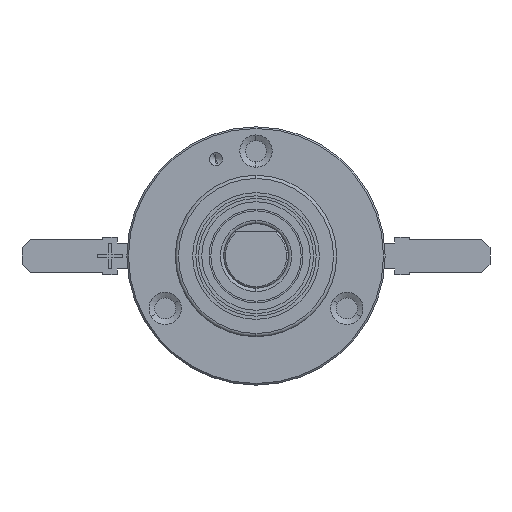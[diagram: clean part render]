
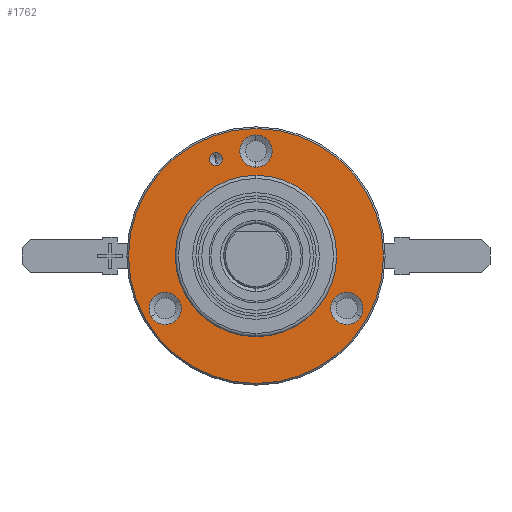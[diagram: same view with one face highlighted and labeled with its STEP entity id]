
A CAD part, left-side view. The second image highlights one B-rep face of the part: STEP entity #1762.
In plain terms, the highlighted planar face has unit normal (-1, 0, 0).
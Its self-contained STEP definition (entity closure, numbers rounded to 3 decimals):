
#1762=ADVANCED_FACE('',(#4359,#4360,#4361,#4362,#4363,#4364),#4365,.T.);
#4359=FACE_BOUND('',#7944,.T.);
#4360=FACE_OUTER_BOUND('',#7945,.T.);
#4361=FACE_BOUND('',#7946,.T.);
#4362=FACE_BOUND('',#7947,.T.);
#4363=FACE_BOUND('',#7948,.T.);
#4364=FACE_BOUND('',#7949,.T.);
#4365=PLANE('',#7950);
#7944=EDGE_LOOP('',(#12817,#12818));
#7945=EDGE_LOOP('',(#12819,#12820));
#7946=EDGE_LOOP('',(#12821,#12822));
#7947=EDGE_LOOP('',(#12823,#12824));
#7948=EDGE_LOOP('',(#12825,#12826));
#7949=EDGE_LOOP('',(#12827,#12828));
#7950=AXIS2_PLACEMENT_3D('',#12829,#12830,#12831);
#12817=ORIENTED_EDGE('',*,*,#22302,.F.);
#12818=ORIENTED_EDGE('',*,*,#22013,.F.);
#12819=ORIENTED_EDGE('',*,*,#22022,.T.);
#12820=ORIENTED_EDGE('',*,*,#22303,.T.);
#12821=ORIENTED_EDGE('',*,*,#22036,.T.);
#12822=ORIENTED_EDGE('',*,*,#22299,.T.);
#12823=ORIENTED_EDGE('',*,*,#22045,.T.);
#12824=ORIENTED_EDGE('',*,*,#22295,.T.);
#12825=ORIENTED_EDGE('',*,*,#22102,.T.);
#12826=ORIENTED_EDGE('',*,*,#22265,.T.);
#12827=ORIENTED_EDGE('',*,*,#22159,.T.);
#12828=ORIENTED_EDGE('',*,*,#22235,.T.);
#12829=CARTESIAN_POINT('',(0.0,0.0,6.5));
#12830=DIRECTION('',(-1.0,0.0,0.0));
#12831=DIRECTION('',(0.0,0.0,1.0));
#22013=EDGE_CURVE('',#26182,#26178,#26184,.T.);
#22022=EDGE_CURVE('',#26195,#26197,#26199,.T.);
#22036=EDGE_CURVE('',#26215,#26218,#26220,.T.);
#22045=EDGE_CURVE('',#26231,#26233,#26235,.T.);
#22102=EDGE_CURVE('',#26318,#26320,#26322,.T.);
#22159=EDGE_CURVE('',#26405,#26407,#26409,.T.);
#22235=EDGE_CURVE('',#26407,#26405,#26509,.T.);
#22265=EDGE_CURVE('',#26320,#26318,#26539,.T.);
#22295=EDGE_CURVE('',#26233,#26231,#26569,.T.);
#22299=EDGE_CURVE('',#26218,#26215,#26573,.T.);
#22302=EDGE_CURVE('',#26178,#26182,#26576,.T.);
#22303=EDGE_CURVE('',#26197,#26195,#26577,.T.);
#26178=VERTEX_POINT('',#32147);
#26182=VERTEX_POINT('',#32152);
#26184=CIRCLE('',#32155,5.0);
#26195=VERTEX_POINT('',#32168);
#26197=VERTEX_POINT('',#32171);
#26199=CIRCLE('',#32174,7.9);
#26215=VERTEX_POINT('',#32194);
#26218=VERTEX_POINT('',#32198);
#26220=CIRCLE('',#32201,0.4);
#26231=VERTEX_POINT('',#32214);
#26233=VERTEX_POINT('',#32217);
#26235=CIRCLE('',#32220,1.0);
#26318=VERTEX_POINT('',#32329);
#26320=VERTEX_POINT('',#32332);
#26322=CIRCLE('',#32335,1.0);
#26405=VERTEX_POINT('',#32444);
#26407=VERTEX_POINT('',#32447);
#26409=CIRCLE('',#32450,1.0);
#26509=CIRCLE('',#32574,1.0);
#26539=CIRCLE('',#32604,1.0);
#26569=CIRCLE('',#32634,1.0);
#26573=CIRCLE('',#32638,0.4);
#26576=CIRCLE('',#32641,5.0);
#26577=CIRCLE('',#32642,7.9);
#32147=CARTESIAN_POINT('',(0.0,0.0,5.0));
#32152=CARTESIAN_POINT('',(0.0,0.,-5.0));
#32155=AXIS2_PLACEMENT_3D('',#40117,#40118,#40119);
#32168=CARTESIAN_POINT('',(0.0,0.0,7.9));
#32171=CARTESIAN_POINT('',(0.0,0.,-7.9));
#32174=AXIS2_PLACEMENT_3D('',#40130,#40131,#40132);
#32194=CARTESIAN_POINT('',(0.0,2.641,6.375));
#32198=CARTESIAN_POINT('',(0.0,2.334,5.636));
#32201=AXIS2_PLACEMENT_3D('',#40151,#40152,#40153);
#32214=CARTESIAN_POINT('',(0.,-6.495,-3.75));
#32217=CARTESIAN_POINT('',(0.,-4.763,-2.75));
#32220=AXIS2_PLACEMENT_3D('',#40164,#40165,#40166);
#32329=CARTESIAN_POINT('',(0.0,0.0,7.5));
#32332=CARTESIAN_POINT('',(0.0,0.,5.5));
#32335=AXIS2_PLACEMENT_3D('',#40237,#40238,#40239);
#32444=CARTESIAN_POINT('',(0.,6.495,-3.75));
#32447=CARTESIAN_POINT('',(0.,4.763,-2.75));
#32450=AXIS2_PLACEMENT_3D('',#40310,#40311,#40312);
#32574=AXIS2_PLACEMENT_3D('',#40412,#40413,#40414);
#32604=AXIS2_PLACEMENT_3D('',#40457,#40458,#40459);
#32634=AXIS2_PLACEMENT_3D('',#40502,#40503,#40504);
#32638=AXIS2_PLACEMENT_3D('',#40508,#40509,#40510);
#32641=AXIS2_PLACEMENT_3D('',#40511,#40512,#40513);
#32642=AXIS2_PLACEMENT_3D('',#40514,#40515,#40516);
#40117=CARTESIAN_POINT('',(0.0,0.0,0.0));
#40118=DIRECTION('',(-1.0,0.0,0.0));
#40119=DIRECTION('',(0.0,0.0,1.0));
#40130=CARTESIAN_POINT('',(0.0,0.0,0.0));
#40131=DIRECTION('',(-1.0,0.0,0.0));
#40132=DIRECTION('',(0.0,0.0,1.0));
#40151=CARTESIAN_POINT('',(0.0,2.487,6.005));
#40152=DIRECTION('',(1.0,0.0,-0.0));
#40153=DIRECTION('',(0.0,0.383,0.924));
#40164=CARTESIAN_POINT('',(0.,-5.629,-3.25));
#40165=DIRECTION('',(1.0,0.0,0.0));
#40166=DIRECTION('',(0.0,-0.866,-0.5));
#40237=CARTESIAN_POINT('',(0.0,0.0,6.5));
#40238=DIRECTION('',(1.0,0.0,-0.0));
#40239=DIRECTION('',(0.0,0.0,1.0));
#40310=CARTESIAN_POINT('',(0.,5.629,-3.25));
#40311=DIRECTION('',(1.0,-0.0,0.0));
#40312=DIRECTION('',(0.0,0.866,-0.5));
#40412=CARTESIAN_POINT('',(0.,5.629,-3.25));
#40413=DIRECTION('',(1.0,-0.0,0.0));
#40414=DIRECTION('',(0.0,0.866,-0.5));
#40457=CARTESIAN_POINT('',(0.0,0.0,6.5));
#40458=DIRECTION('',(1.0,0.0,-0.0));
#40459=DIRECTION('',(0.0,0.0,1.0));
#40502=CARTESIAN_POINT('',(0.,-5.629,-3.25));
#40503=DIRECTION('',(1.0,0.0,0.0));
#40504=DIRECTION('',(0.0,-0.866,-0.5));
#40508=CARTESIAN_POINT('',(0.0,2.487,6.005));
#40509=DIRECTION('',(1.0,0.0,-0.0));
#40510=DIRECTION('',(0.0,0.383,0.924));
#40511=CARTESIAN_POINT('',(0.0,0.0,0.0));
#40512=DIRECTION('',(-1.0,0.0,0.0));
#40513=DIRECTION('',(0.0,0.0,1.0));
#40514=CARTESIAN_POINT('',(0.0,0.0,0.0));
#40515=DIRECTION('',(-1.0,0.0,0.0));
#40516=DIRECTION('',(0.0,0.0,1.0));
